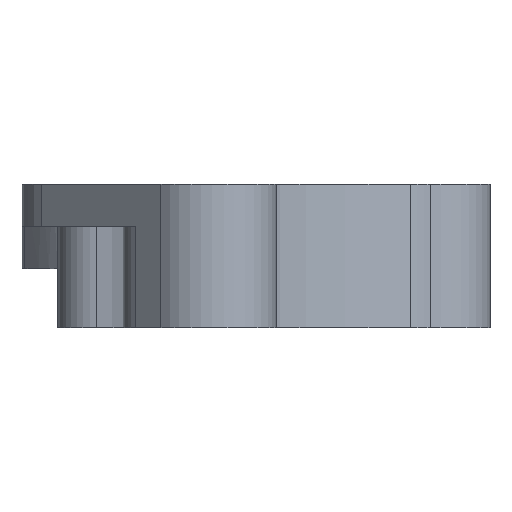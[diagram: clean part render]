
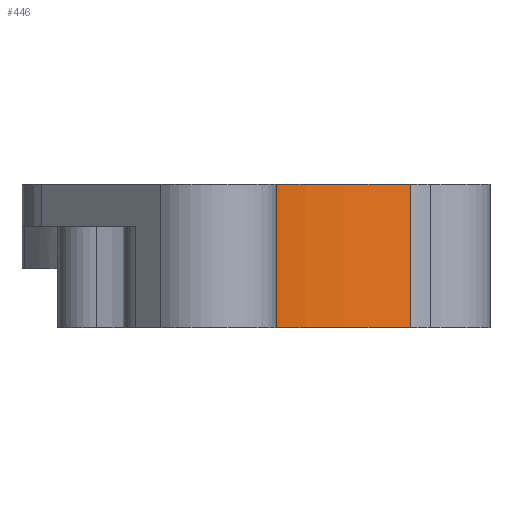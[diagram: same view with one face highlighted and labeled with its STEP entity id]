
A CAD part, front view. The second image highlights one B-rep face of the part: STEP entity #446.
In plain terms, the highlighted free-form (B-spline) face has degree [2, 1] with [3, 2] control points.
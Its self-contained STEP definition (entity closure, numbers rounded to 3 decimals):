
#51 = CARTESIAN_POINT ( 'NONE',  ( 58.072, -48.28, 17. ) ) ;
#53 = EDGE_CURVE ( 'NONE', #1158, #529, #775, .T. ) ;
#111 = ORIENTED_EDGE ( 'NONE', *, *, #1084, .F. ) ;
#202 = CARTESIAN_POINT ( 'NONE',  ( 39.143, -86.622, 17. ) ) ;
#211 = CARTESIAN_POINT ( 'NONE',  ( 39.143, -86.622, 17. ) ) ;
#251 = EDGE_CURVE ( 'NONE', #529, #1056, #704, .T. ) ;
#302 = CARTESIAN_POINT ( 'NONE',  ( 58.072, -48.28, 17. ) ) ;
#329 = LINE ( 'NONE', #980, #1206 ) ;
#433 = VECTOR ( 'NONE', #789, 1000. ) ;
#440 = CARTESIAN_POINT ( 'NONE',  ( 39.143, -86.622, 17. ) ) ;
#446 = ADVANCED_FACE ( 'NONE', ( #1059 ), #1144, .F. ) ;
#529 = VERTEX_POINT ( 'NONE', #713 ) ;
#564 = EDGE_LOOP ( 'NONE', ( #111, #751, #1138, #997 ) ) ;
#596 = CARTESIAN_POINT ( 'NONE',  ( 58.072, -48.28, 0. ) ) ;
#617 = DIRECTION ( 'NONE',  ( 0., 0., 1. ) ) ;
#646 = VERTEX_POINT ( 'NONE', #596 ) ;
#677 = CARTESIAN_POINT ( 'NONE',  ( 58.072, -48.28, 17. ) ) ;
#704 = LINE ( 'NONE', #440, #433 ) ;
#713 = CARTESIAN_POINT ( 'NONE',  ( 39.143, -86.622, 17. ) ) ;
#751 = ORIENTED_EDGE ( 'NONE', *, *, #823, .T. ) ;
#765 = CARTESIAN_POINT ( 'NONE',  ( 29.892, -58.855, 0. ) ) ;
#775 = B_SPLINE_CURVE_WITH_KNOTS ( 'NONE', 2,
 ( #302, #1055, #202 ),
 .UNSPECIFIED., .F., .F.,
 ( 3, 3 ),
 ( 0.024, 0.969 ),
 .UNSPECIFIED. ) ;
#777 = CARTESIAN_POINT ( 'NONE',  ( 58.072, -48.28, 0. ) ) ;
#789 = DIRECTION ( 'NONE',  ( 0., 0., -1. ) ) ;
#823 = EDGE_CURVE ( 'NONE', #646, #1158, #329, .T. ) ;
#880 = CARTESIAN_POINT ( 'NONE',  ( 29.892, -58.855, 0. ) ) ;
#936 = CARTESIAN_POINT ( 'NONE',  ( 39.143, -86.622, 0. ) ) ;
#980 = CARTESIAN_POINT ( 'NONE',  ( 58.072, -48.28, 0. ) ) ;
#997 = ORIENTED_EDGE ( 'NONE', *, *, #251, .T. ) ;
#1055 = CARTESIAN_POINT ( 'NONE',  ( 29.892, -58.855, 17. ) ) ;
#1056 = VERTEX_POINT ( 'NONE', #936 ) ;
#1059 = FACE_OUTER_BOUND ( 'NONE', #564, .T. ) ;
#1084 = EDGE_CURVE ( 'NONE', #646, #1056, #1177, .T. ) ;
#1131 = CARTESIAN_POINT ( 'NONE',  ( 58.072, -48.28, 0. ) ) ;
#1136 = CARTESIAN_POINT ( 'NONE',  ( 39.143, -86.622, 0. ) ) ;
#1138 = ORIENTED_EDGE ( 'NONE', *, *, #53, .T. ) ;
#1141 = CARTESIAN_POINT ( 'NONE',  ( 29.892, -58.855, 17. ) ) ;
#1144 = B_SPLINE_SURFACE_WITH_KNOTS ( 'NONE', 2, 1, ( 
 ( #777, #677 ),
 ( #880, #1141 ),
 ( #1154, #211 ) ),
 .UNSPECIFIED., .F., .F., .F.,
 ( 3, 3 ),
 ( 2, 2 ),
 ( 0.024, 0.969 ),
 ( 0., 1. ),
 .UNSPECIFIED. ) ;
#1154 = CARTESIAN_POINT ( 'NONE',  ( 39.143, -86.622, 0. ) ) ;
#1158 = VERTEX_POINT ( 'NONE', #51 ) ;
#1177 = B_SPLINE_CURVE_WITH_KNOTS ( 'NONE', 2,
 ( #1131, #765, #1136 ),
 .UNSPECIFIED., .F., .F.,
 ( 3, 3 ),
 ( 0.024, 0.969 ),
 .UNSPECIFIED. ) ;
#1206 = VECTOR ( 'NONE', #617, 1000. ) ;
